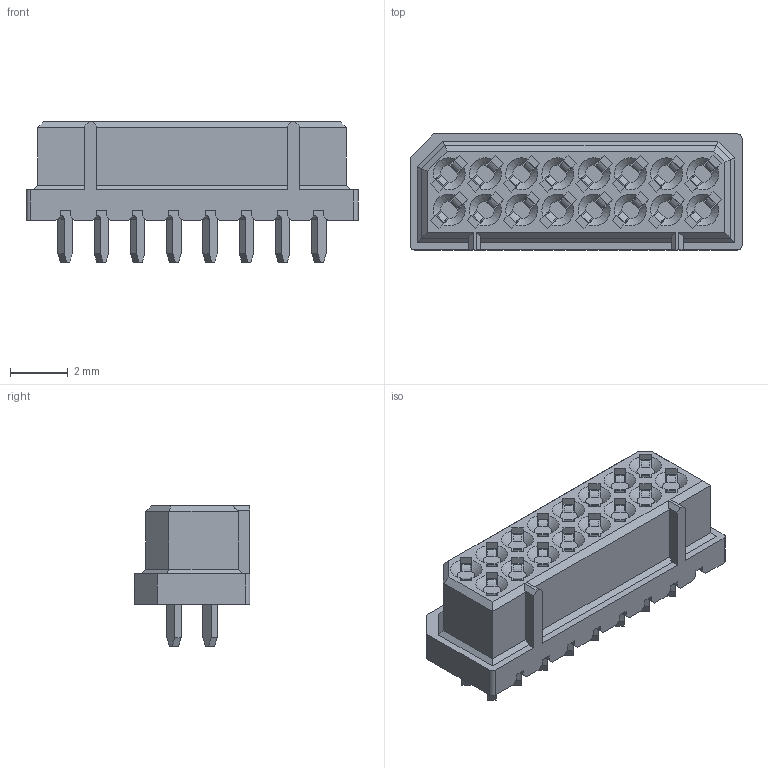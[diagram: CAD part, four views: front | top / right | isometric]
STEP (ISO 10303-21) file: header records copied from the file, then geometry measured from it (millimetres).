
FILE_DESCRIPTION( ('This file contains a STEP AP42 implementation' ,'as created by ZW3D STEP Interface translator.') ,'2;1' );
FILE_NAME( '3651-S016-034XXR04.stp' ,'241031.172426', (''), ('ZWCAD Software Co.'), 'Version 1.0', 'ZW3D to STEP translator', '' );
FILE_SCHEMA(('AUTOMOTIVE_DESIGN { 1 0 10303 214 1 1 1 1 }'));
Length unit declared in the file: millimetre
Products named in the file (2): 0; 3651-S016-034XXR04
Bounding box: 11.45 x 4 x 4.85 mm (x, y, z)
Volume: 121.7 mm3; surface area: 264.4 mm2
Topology: 1 solids, 1 shells, 884 faces, 2300 edges, 1482 vertices
Faces by surface type: plane 721, cylinder 115, cone 48
Entity records: 27752 total; most frequent: CARTESIAN_POINT 5051, ORIENTED_EDGE 4600, DIRECTION 4316, EDGE_CURVE 2300, VECTOR 1926, LINE 1926, VERTEX_POINT 1482, AXIS2_PLACEMENT_3D 1195
